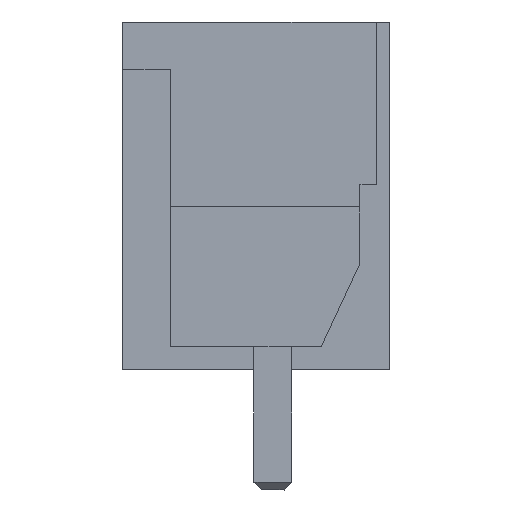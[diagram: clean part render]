
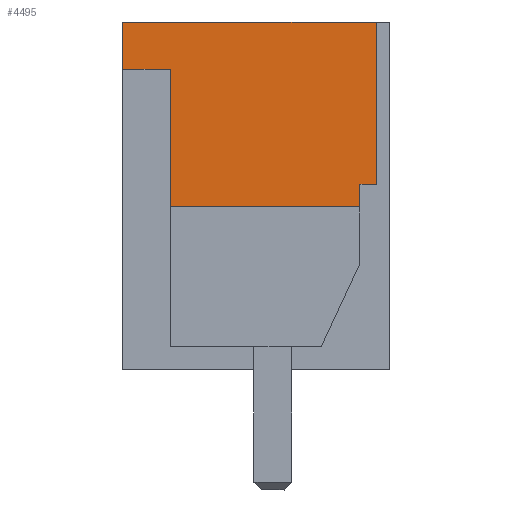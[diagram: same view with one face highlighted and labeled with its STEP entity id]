
A CAD part, left-side view. The second image highlights one B-rep face of the part: STEP entity #4495.
In plain terms, the highlighted planar face has unit normal (-1, 0, 0).
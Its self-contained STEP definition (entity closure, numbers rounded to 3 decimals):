
#4443=AXIS2_PLACEMENT_3D('Plane Axis2P3D',#4440,#4441,#4442) ;
#1195=CARTESIAN_POINT('Vertex',(0.,7.07,12.4)) ;
#1198=CARTESIAN_POINT('Line Origine',(0.,3.71,12.4)) ;
#1202=CARTESIAN_POINT('Vertex',(0.,0.35,12.4)) ;
#4350=CARTESIAN_POINT('Vertex',(0.,7.07,11.15)) ;
#4353=CARTESIAN_POINT('Line Origine',(0.,7.07,11.775)) ;
#4440=CARTESIAN_POINT('Axis2P3D Location',(0.,0.,0.)) ;
#4445=CARTESIAN_POINT('Line Origine',(0.,0.78,7.8)) ;
#4449=CARTESIAN_POINT('Vertex',(0.,0.78,7.5)) ;
#4451=CARTESIAN_POINT('Vertex',(0.,0.78,8.1)) ;
#4454=CARTESIAN_POINT('Line Origine',(0.,0.565,8.1)) ;
#4458=CARTESIAN_POINT('Vertex',(0.,0.35,8.1)) ;
#4461=CARTESIAN_POINT('Line Origine',(0.,0.35,10.25)) ;
#4466=CARTESIAN_POINT('Line Origine',(0.,6.435,11.15)) ;
#4470=CARTESIAN_POINT('Vertex',(0.,5.8,11.15)) ;
#4473=CARTESIAN_POINT('Line Origine',(0.,5.8,9.325)) ;
#4477=CARTESIAN_POINT('Vertex',(0.,5.8,7.5)) ;
#4480=CARTESIAN_POINT('Line Origine',(0.,3.29,7.5)) ;
#1199=DIRECTION('Vector Direction',(0.,-1.,0.)) ;
#4354=DIRECTION('Vector Direction',(0.,0.,1.)) ;
#4441=DIRECTION('Axis2P3D Direction',(-1.,0.,0.)) ;
#4442=DIRECTION('Axis2P3D XDirection',(0.,0.,1.)) ;
#4446=DIRECTION('Vector Direction',(0.,0.,-1.)) ;
#4455=DIRECTION('Vector Direction',(0.,1.,0.)) ;
#4462=DIRECTION('Vector Direction',(0.,0.,-1.)) ;
#4467=DIRECTION('Vector Direction',(0.,1.,0.)) ;
#4474=DIRECTION('Vector Direction',(0.,0.,1.)) ;
#4481=DIRECTION('Vector Direction',(0.,-1.,0.)) ;
#1200=VECTOR('Line Direction',#1199,1.) ;
#4355=VECTOR('Line Direction',#4354,1.) ;
#4447=VECTOR('Line Direction',#4446,1.) ;
#4456=VECTOR('Line Direction',#4455,1.) ;
#4463=VECTOR('Line Direction',#4462,1.) ;
#4468=VECTOR('Line Direction',#4467,1.) ;
#4475=VECTOR('Line Direction',#4474,1.) ;
#4482=VECTOR('Line Direction',#4481,1.) ;
#4486=ORIENTED_EDGE('',*,*,#4453,.T.) ;
#4487=ORIENTED_EDGE('',*,*,#4460,.T.) ;
#4488=ORIENTED_EDGE('',*,*,#4465,.T.) ;
#4489=ORIENTED_EDGE('',*,*,#1204,.T.) ;
#4490=ORIENTED_EDGE('',*,*,#4357,.T.) ;
#4491=ORIENTED_EDGE('',*,*,#4472,.T.) ;
#4492=ORIENTED_EDGE('',*,*,#4479,.T.) ;
#4493=ORIENTED_EDGE('',*,*,#4484,.T.) ;
#4495=ADVANCED_FACE('HOUSING',(#4494),#4444,.T.) ;
#1204=EDGE_CURVE('',#1203,#1196,#1201,.F.) ;
#4357=EDGE_CURVE('',#1196,#4351,#4356,.F.) ;
#4453=EDGE_CURVE('',#4450,#4452,#4448,.F.) ;
#4460=EDGE_CURVE('',#4452,#4459,#4457,.F.) ;
#4465=EDGE_CURVE('',#4459,#1203,#4464,.F.) ;
#4472=EDGE_CURVE('',#4351,#4471,#4469,.F.) ;
#4479=EDGE_CURVE('',#4471,#4478,#4476,.F.) ;
#4484=EDGE_CURVE('',#4478,#4450,#4483,.T.) ;
#4485=EDGE_LOOP('',(#4486,#4487,#4488,#4489,#4490,#4491,#4492,#4493)) ;
#4494=FACE_OUTER_BOUND('',#4485,.T.) ;
#1201=LINE('Line',#1198,#1200) ;
#4356=LINE('Line',#4353,#4355) ;
#4448=LINE('Line',#4445,#4447) ;
#4457=LINE('Line',#4454,#4456) ;
#4464=LINE('Line',#4461,#4463) ;
#4469=LINE('Line',#4466,#4468) ;
#4476=LINE('Line',#4473,#4475) ;
#4483=LINE('Line',#4480,#4482) ;
#4444=PLANE('',#4443) ;
#1196=VERTEX_POINT('',#1195) ;
#1203=VERTEX_POINT('',#1202) ;
#4351=VERTEX_POINT('',#4350) ;
#4450=VERTEX_POINT('',#4449) ;
#4452=VERTEX_POINT('',#4451) ;
#4459=VERTEX_POINT('',#4458) ;
#4471=VERTEX_POINT('',#4470) ;
#4478=VERTEX_POINT('',#4477) ;
